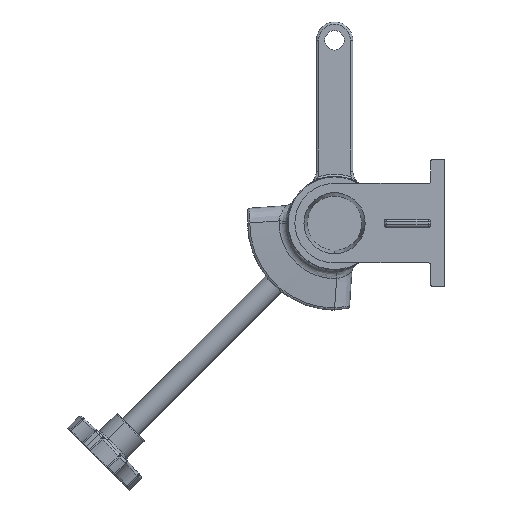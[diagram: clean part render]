
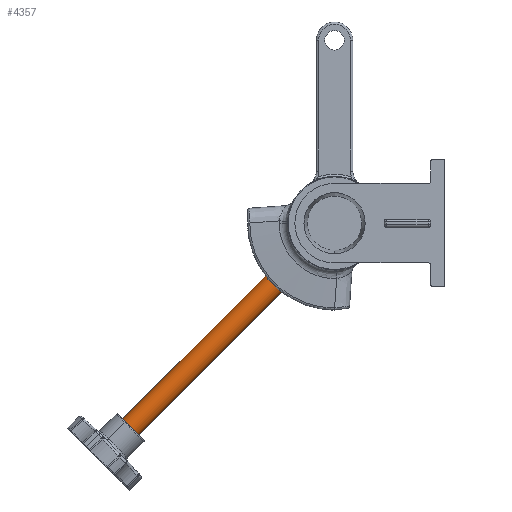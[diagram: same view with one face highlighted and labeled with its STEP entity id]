
A CAD part, front view. The second image highlights one B-rep face of the part: STEP entity #4357.
In plain terms, the highlighted cylindrical face has radius 7.938 mm (diameter 15.875 mm), a partial arc.
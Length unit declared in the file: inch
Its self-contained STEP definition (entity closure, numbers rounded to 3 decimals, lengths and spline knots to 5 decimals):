
#133 = DIRECTION ( 'NONE',  ( 0.707, 0., 0.707 ) ) ;
#1021 = ORIENTED_EDGE ( 'NONE', *, *, #4531, .T. ) ;
#1112 = DIRECTION ( 'NONE',  ( 0.707, 0., -0.707 ) ) ;
#2924 = LINE ( 'NONE', #7732, #7890 ) ;
#2937 = CIRCLE ( 'NONE', #3011, 0.3125 ) ;
#3011 = AXIS2_PLACEMENT_3D ( 'NONE', #8880, #3306, #9828 ) ;
#3039 = ORIENTED_EDGE ( 'NONE', *, *, #7549, .T. ) ;
#3206 = CARTESIAN_POINT ( 'NONE',  ( -5.94429, 1.344, -6.38623 ) ) ;
#3235 = CYLINDRICAL_SURFACE ( 'NONE', #12017, 0.3125 ) ;
#3306 = DIRECTION ( 'NONE',  ( 0.707, 0., 0.707 ) ) ;
#3522 = CARTESIAN_POINT ( 'NONE',  ( -1.67938, 1.344, -1.23744 ) ) ;
#3930 = CARTESIAN_POINT ( 'NONE',  ( -6.16526, 1.344, -6.16526 ) ) ;
#4131 = CARTESIAN_POINT ( 'NONE',  ( -1.45841, 1.344, -1.45841 ) ) ;
#4319 = CARTESIAN_POINT ( 'NONE',  ( -5.94429, 1.344, -6.38623 ) ) ;
#4349 = EDGE_LOOP ( 'NONE', ( #5114, #1021, #3039, #10949 ) ) ;
#4357 = ADVANCED_FACE ( 'Defeatured_052', ( #8195 ), #3235, .T. ) ;
#4531 = EDGE_CURVE ( 'Defeatured_052+Defeatured_051+Defeatured_051+Defeatured_051', #11820, #8828, #2937, .T. ) ;
#5078 = DIRECTION ( 'NONE',  ( 0.707, 0., -0.707 ) ) ;
#5114 = ORIENTED_EDGE ( 'NONE', *, *, #5217, .F. ) ;
#5146 = CARTESIAN_POINT ( 'NONE',  ( -6.38623, 1.344, -5.94429 ) ) ;
#5217 = EDGE_CURVE ( 'NONE', #11820, #11278, #2924, .T. ) ;
#5268 = DIRECTION ( 'NONE',  ( 0.707, 0., 0.707 ) ) ;
#7436 = LINE ( 'NONE', #4319, #9618 ) ;
#7549 = EDGE_CURVE ( 'NONE', #8828, #9393, #7436, .T. ) ;
#7732 = CARTESIAN_POINT ( 'NONE',  ( -6.38623, 1.344, -5.94429 ) ) ;
#7890 = VECTOR ( 'NONE', #8667, 39.37008 ) ;
#8195 = FACE_OUTER_BOUND ( 'NONE', #4349, .T. ) ;
#8245 = CIRCLE ( 'NONE', #11726, 0.3125 ) ;
#8667 = DIRECTION ( 'NONE',  ( 0.707, 0., 0.707 ) ) ;
#8828 = VERTEX_POINT ( 'NONE', #3206 ) ;
#8880 = CARTESIAN_POINT ( 'NONE',  ( -6.16526, 1.344, -6.16526 ) ) ;
#9393 = VERTEX_POINT ( 'NONE', #10586 ) ;
#9618 = VECTOR ( 'NONE', #5268, 39.37008 ) ;
#9828 = DIRECTION ( 'NONE',  ( 0.707, 0., -0.707 ) ) ;
#10586 = CARTESIAN_POINT ( 'NONE',  ( -1.23744, 1.344, -1.67938 ) ) ;
#10674 = DIRECTION ( 'NONE',  ( 0.707, 0., 0.707 ) ) ;
#10949 = ORIENTED_EDGE ( 'NONE', *, *, #11496, .F. ) ;
#11278 = VERTEX_POINT ( 'NONE', #3522 ) ;
#11496 = EDGE_CURVE ( 'Defeatured_053+Defeatured_052+Defeatured_052+Defeatured_052', #11278, #9393, #8245, .T. ) ;
#11726 = AXIS2_PLACEMENT_3D ( 'NONE', #4131, #10674, #5078 ) ;
#11820 = VERTEX_POINT ( 'NONE', #5146 ) ;
#12017 = AXIS2_PLACEMENT_3D ( 'NONE', #3930, #133, #1112 ) ;
